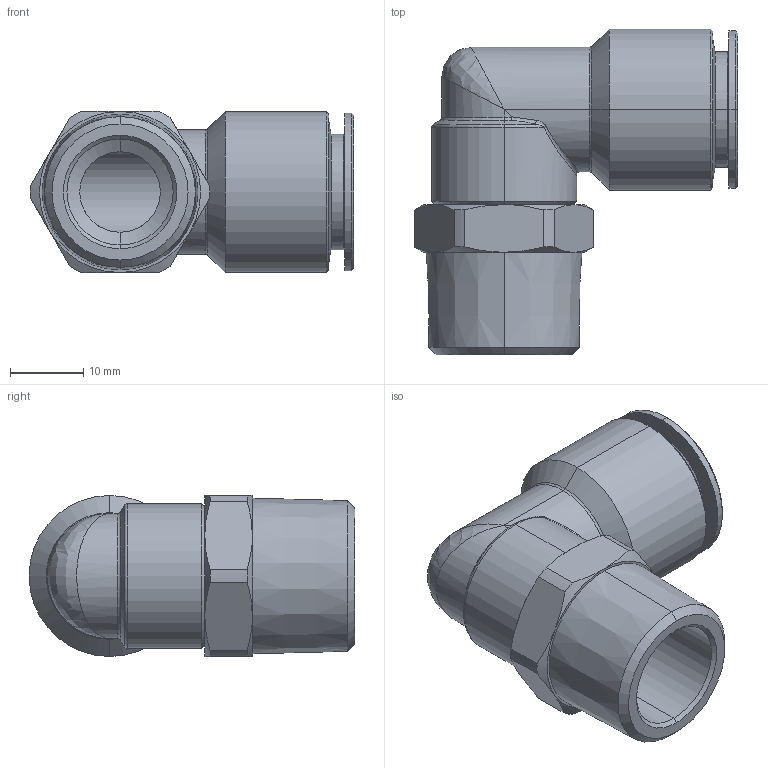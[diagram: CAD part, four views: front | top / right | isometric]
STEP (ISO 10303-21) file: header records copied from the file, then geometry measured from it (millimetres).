
FILE_DESCRIPTION(( 'MA.15.14.12.STEP' ), '1');
FILE_NAME( 'MA.15.14.12.STEP', '2018-10-01T11:49:10',( 'Sopra'),('sopra-pneumatic.com'), 'SwSTEP 2.0','SolidWorks 2009','' );
FILE_SCHEMA (( 'CONFIG_CONTROL_DESIGN' ));
Length unit declared in the file: millimetre
Products named in the file (1): A0050074
Bounding box: 44.15 x 44.5 x 22 mm (x, y, z)
Volume: 11542.4 mm3; surface area: 7812.9 mm2
Topology: 1 solids, 1 shells, 93 faces, 209 edges, 120 vertices
Faces by surface type: cone 39, cylinder 27, plane 13, torus 8, bspline 6
Entity records: 4321 total; most frequent: CARTESIAN_POINT 2217, DIRECTION 444, ORIENTED_EDGE 414, EDGE_CURVE 207, AXIS2_PLACEMENT_3D 193, VERTEX_POINT 120, CIRCLE 105, EDGE_LOOP 99
